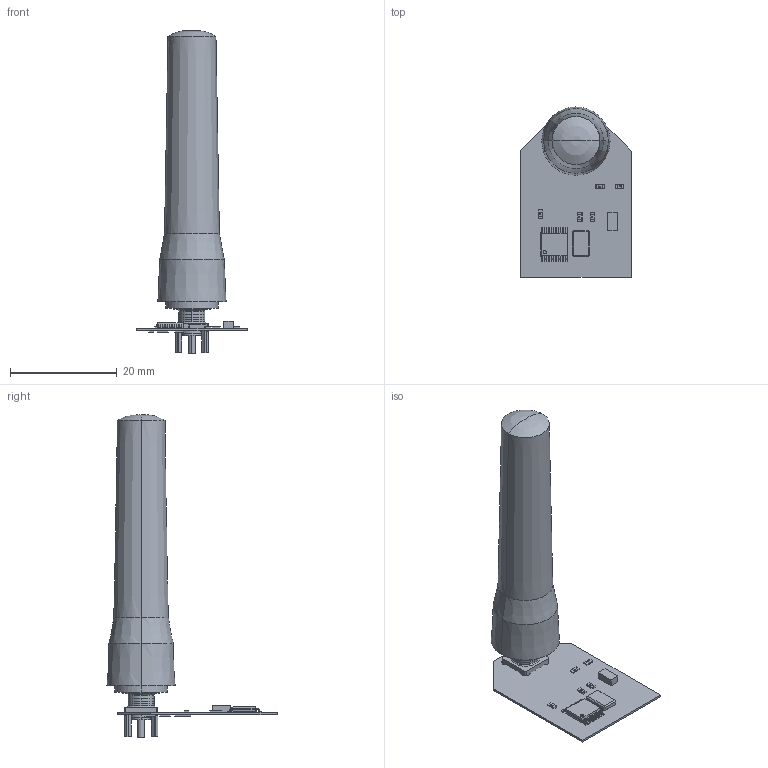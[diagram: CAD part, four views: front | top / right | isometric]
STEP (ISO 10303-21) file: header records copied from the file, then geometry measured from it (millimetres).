
FILE_DESCRIPTION(('Open CASCADE Model'),'2;1');
FILE_NAME('Open CASCADE Shape Model','2013-02-18T12:35:42',('Author'),( 'Open CASCADE'),'Open CASCADE STEP processor 6.2','Open CASCADE 6.2' ,'Unknown');
FILE_SCHEMA(('AUTOMOTIVE_DESIGN { 1 0 10303 214 1 1 1 1 }'));
Length unit declared in the file: millimetre
Products named in the file (25): PCB; Board; PWR; SW3dPS-0603_SMD_Capacitor; C1; C2; C3; 494248288; Extruded; C9; J1; 7592; User_Library-TETRA_ANTENNA_380-400_MHZ_M4; MRF49XA; User_Library-TSSOP-16-1; R1; X1; User_Library-Crystal; C5; C6; C7; C8; L1; L2; L3
Assembly tree (35 placements, depth 4):
  PCB
    Board
    PWR
      SW3dPS-0603_SMD_Capacitor
    C1
      SW3dPS-0603_SMD_Capacitor
    C2
      SW3dPS-0603_SMD_Capacitor
    C3
      494248288
        Extruded
    C9
      SW3dPS-0603_SMD_Capacitor
    J1
      7592
      User_Library-TETRA_ANTENNA_380-400_MHZ_M4
    MRF49XA
      User_Library-TSSOP-16-1
    R1
      SW3dPS-0603_SMD_Capacitor
    X1
      User_Library-Crystal
    C5
      SW3dPS-0603_SMD_Capacitor
    C6
      SW3dPS-0603_SMD_Capacitor
    C7
      SW3dPS-0603_SMD_Capacitor
    C8
      SW3dPS-0603_SMD_Capacitor
    L1
      SW3dPS-0603_SMD_Capacitor
    L2
      SW3dPS-0603_SMD_Capacitor
    L3
      SW3dPS-0603_SMD_Capacitor
Bounding box: 20.81 x 31.93 x 60.6 mm (x, y, z)
Volume: 4890.6 mm3; surface area: 3897.2 mm2
Topology: 26 solids, 26 shells, 1546 faces, 3782 edges, 2264 vertices
Faces by surface type: plane 563, bspline 468, cylinder 377, sphere 96, cone 40, revolution 2
Full cylindrical faces by diameter (mm): 1.6 x1, 1.7 x4
Entity records: 45670 total; most frequent: CARTESIAN_POINT 16322, DIRECTION 4356, ORIENTED_EDGE 2766, PCURVE 2766, DEFINITIONAL_REPRESENTATION 2766, LINE 2354, VECTOR 2354, EDGE_CURVE 1383
